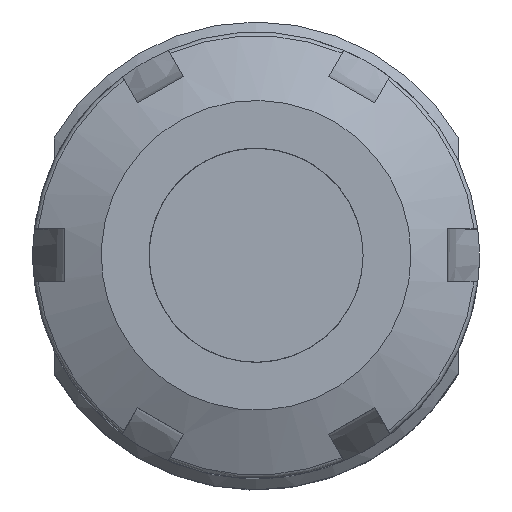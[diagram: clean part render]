
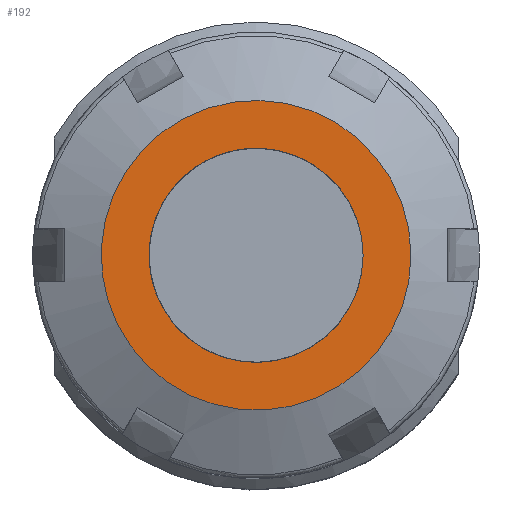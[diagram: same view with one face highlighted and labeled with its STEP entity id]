
A CAD part, top view. The second image highlights one B-rep face of the part: STEP entity #192.
In plain terms, the highlighted planar face has unit normal (0, 0, 1).
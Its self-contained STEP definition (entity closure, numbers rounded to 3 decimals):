
#192=ADVANCED_FACE('',(#372,#373),#259,.T.);
#259=PLANE('',#1196);
#372=FACE_BOUND('',#443,.T.);
#373=FACE_BOUND('',#444,.T.);
#443=EDGE_LOOP('',(#601));
#444=EDGE_LOOP('',(#602));
#601=ORIENTED_EDGE('',*,*,#988,.T.);
#602=ORIENTED_EDGE('',*,*,#989,.T.);
#865=VERTEX_POINT('',#1737);
#866=VERTEX_POINT('',#1739);
#988=EDGE_CURVE('',#865,#865,#1119,.T.);
#989=EDGE_CURVE('',#866,#866,#1120,.T.);
#1119=CIRCLE('',#1194,14.566);
#1120=CIRCLE('',#1195,10.066);
#1194=AXIS2_PLACEMENT_3D('',#1736,#1367,#1368);
#1195=AXIS2_PLACEMENT_3D('',#1738,#1369,#1370);
#1196=AXIS2_PLACEMENT_3D('',#1740,#1371,#1372);
#1367=DIRECTION('',(0.,0.,1.));
#1368=DIRECTION('',(1.,0.,0.));
#1369=DIRECTION('',(0.,0.,-1.));
#1370=DIRECTION('',(1.,0.,0.));
#1371=DIRECTION('',(0.,0.,1.));
#1372=DIRECTION('',(1.,0.,0.));
#1736=CARTESIAN_POINT('',(0.,0.,47.063));
#1737=CARTESIAN_POINT('',(14.566,0.,47.063));
#1738=CARTESIAN_POINT('',(0.,0.,47.063));
#1739=CARTESIAN_POINT('',(10.066,0.,47.063));
#1740=CARTESIAN_POINT('',(0.,0.,47.063));
